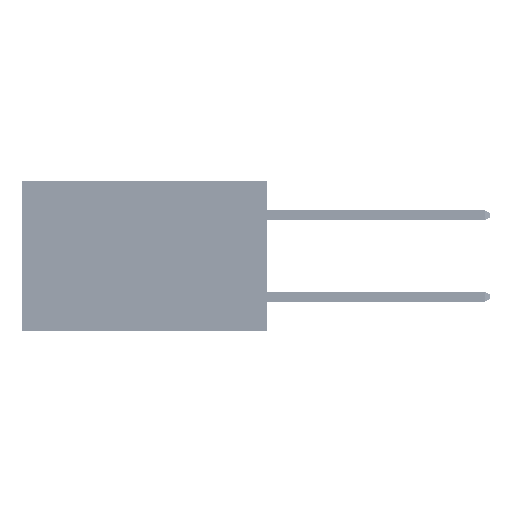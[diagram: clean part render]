
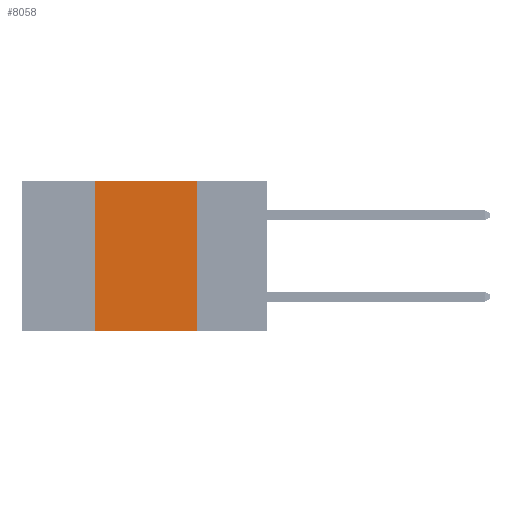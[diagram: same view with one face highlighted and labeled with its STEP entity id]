
A CAD part, left-side view. The second image highlights one B-rep face of the part: STEP entity #8058.
In plain terms, the highlighted planar face has unit normal (-1, 0, 0).
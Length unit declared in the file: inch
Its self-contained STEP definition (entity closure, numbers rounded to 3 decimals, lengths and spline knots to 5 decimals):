
#1213 = CARTESIAN_POINT ( 'NONE',  ( 0., 0.17, 0. ) ) ;
#3766 = DIRECTION ( 'NONE',  ( 0., -1., 0. ) ) ;
#8003 = CARTESIAN_POINT ( 'NONE',  ( 0., 0.6, -0.37 ) ) ;
#8058 = ADVANCED_FACE ( 'NONE', ( #25839 ), #40436, .F. ) ;
#8919 = LINE ( 'NONE', #30865, #13033 ) ;
#11253 = CARTESIAN_POINT ( 'NONE',  ( 0., 0.17, 0. ) ) ;
#12069 = EDGE_CURVE ( 'NONE', #46369, #15506, #36068, .T. ) ;
#12198 = ORIENTED_EDGE ( 'NONE', *, *, #45294, .F. ) ;
#12377 = CARTESIAN_POINT ( 'NONE',  ( 0., 0.6, 0. ) ) ;
#12456 = DIRECTION ( 'NONE',  ( 0., 0., 1. ) ) ;
#13033 = VECTOR ( 'NONE', #12456, 39.37008 ) ;
#13407 = VECTOR ( 'NONE', #36502, 39.37008 ) ;
#13632 = ORIENTED_EDGE ( 'NONE', *, *, #24751, .F. ) ;
#13842 = LINE ( 'NONE', #11253, #13407 ) ;
#15506 = VERTEX_POINT ( 'NONE', #17704 ) ;
#17454 = VERTEX_POINT ( 'NONE', #44752 ) ;
#17704 = CARTESIAN_POINT ( 'NONE',  ( 0., 0.17, -0.37 ) ) ;
#20116 = VERTEX_POINT ( 'NONE', #1213 ) ;
#20699 = EDGE_CURVE ( 'NONE', #46369, #17454, #8919, .T. ) ;
#22046 = ORIENTED_EDGE ( 'NONE', *, *, #12069, .T. ) ;
#22522 = DIRECTION ( 'NONE',  ( 1., 0., 0. ) ) ;
#22754 = DIRECTION ( 'NONE',  ( 0., 0., -1. ) ) ;
#23114 = VECTOR ( 'NONE', #3766, 39.37008 ) ;
#23149 = CARTESIAN_POINT ( 'NONE',  ( 0., 0.42, -0.37 ) ) ;
#23700 = DIRECTION ( 'NONE',  ( 0., -1., 0. ) ) ;
#24751 = EDGE_CURVE ( 'NONE', #17454, #20116, #27241, .T. ) ;
#25839 = FACE_OUTER_BOUND ( 'NONE', #42709, .T. ) ;
#27241 = LINE ( 'NONE', #12377, #35986 ) ;
#29744 = ORIENTED_EDGE ( 'NONE', *, *, #20699, .F. ) ;
#30865 = CARTESIAN_POINT ( 'NONE',  ( 0., 0.42, 0. ) ) ;
#32918 = CARTESIAN_POINT ( 'NONE',  ( 0., 0.6, 0. ) ) ;
#35986 = VECTOR ( 'NONE', #23700, 39.37008 ) ;
#36068 = LINE ( 'NONE', #8003, #23114 ) ;
#36414 = AXIS2_PLACEMENT_3D ( 'NONE', #32918, #22522, #22754 ) ;
#36502 = DIRECTION ( 'NONE',  ( 0., 0., -1. ) ) ;
#40436 = PLANE ( 'NONE',  #36414 ) ;
#42709 = EDGE_LOOP ( 'NONE', ( #12198, #13632, #29744, #22046 ) ) ;
#44752 = CARTESIAN_POINT ( 'NONE',  ( 0., 0.42, 0. ) ) ;
#45294 = EDGE_CURVE ( 'NONE', #20116, #15506, #13842, .T. ) ;
#46369 = VERTEX_POINT ( 'NONE', #23149 ) ;
